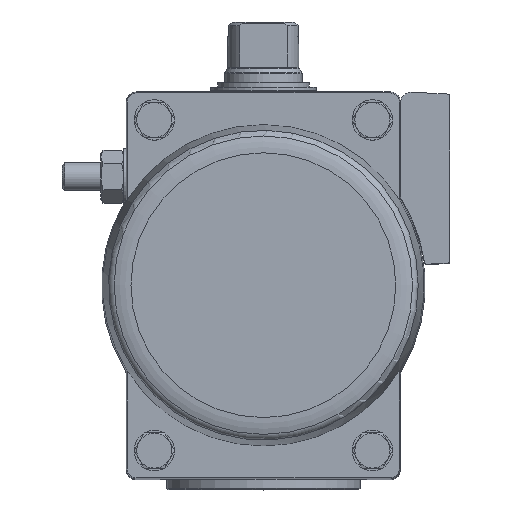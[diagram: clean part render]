
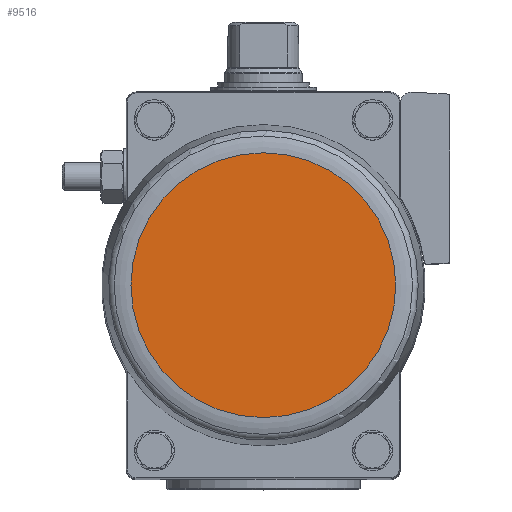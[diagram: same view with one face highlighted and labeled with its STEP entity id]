
A CAD part, top view. The second image highlights one B-rep face of the part: STEP entity #9516.
In plain terms, the highlighted planar face has unit normal (0, 0, 1).
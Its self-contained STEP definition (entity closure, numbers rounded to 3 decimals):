
#3413=ORIENTED_EDGE('',*,*,#5238,.T.);
#5238=EDGE_CURVE('',#6297,#6297,#6908,.T.);
#6297=VERTEX_POINT('',#16019);
#6908=CIRCLE('',#10509,37.65);
#7620=EDGE_LOOP('',(#3413));
#8480=FACE_BOUND('',#7620,.T.);
#9007=PLANE('',#10510);
#9516=ADVANCED_FACE('',(#8480),#9007,.F.);
#10509=AXIS2_PLACEMENT_3D('',#16018,#12684,#12685);
#10510=AXIS2_PLACEMENT_3D('',#16020,#12686,#12687);
#12684=DIRECTION('',(0.,0.,1.));
#12685=DIRECTION('',(1.,0.,0.));
#12686=DIRECTION('',(0.,0.,-1.));
#12687=DIRECTION('',(-1.,0.,0.));
#16018=CARTESIAN_POINT('',(0.,0.,111.55));
#16019=CARTESIAN_POINT('',(37.65,0.,111.55));
#16020=CARTESIAN_POINT('',(37.65,0.,111.55));
